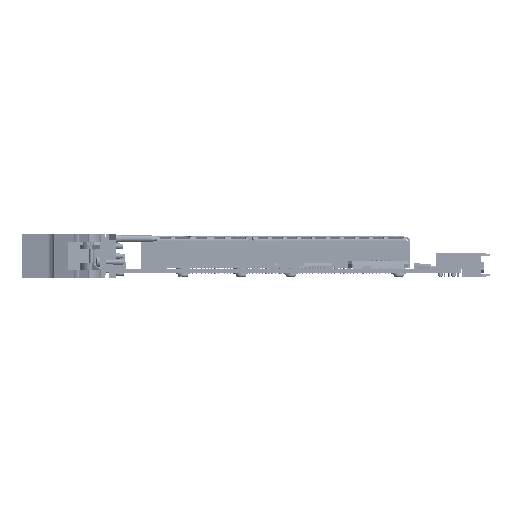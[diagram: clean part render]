
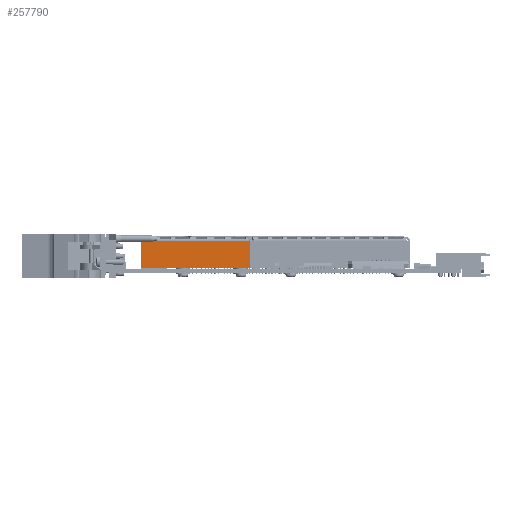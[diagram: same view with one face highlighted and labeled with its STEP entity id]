
A CAD part, front view. The second image highlights one B-rep face of the part: STEP entity #257790.
In plain terms, the highlighted planar face has unit normal (0, -1, 0).
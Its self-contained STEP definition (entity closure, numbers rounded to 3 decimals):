
#28337 = LINE ( 'NONE', #36352, #28346 ) ;
#28346 = VECTOR ( 'NONE', #36366, 1000. ) ;
#28359 = LINE ( 'NONE', #36370, #28371 ) ;
#28363 = LINE ( 'NONE', #29074, #28388 ) ;
#28371 = VECTOR ( 'NONE', #36402, 1000. ) ;
#28378 = LINE ( 'NONE', #29204, #28394 ) ;
#28388 = VECTOR ( 'NONE', #29153, 1000. ) ;
#28394 = VECTOR ( 'NONE', #29210, 1000. ) ;
#29074 = CARTESIAN_POINT ( 'NONE',  ( -0.255, 73.981, 165.793 ) ) ;
#29153 = DIRECTION ( 'NONE',  ( 1., 0., 0. ) ) ;
#29204 = CARTESIAN_POINT ( 'NONE',  ( -0.255, 73.981, 153.293 ) ) ;
#29210 = DIRECTION ( 'NONE',  ( 0., 0., -1. ) ) ;
#36352 = CARTESIAN_POINT ( 'NONE',  ( 49.745, 73.981, 153.293 ) ) ;
#36366 = DIRECTION ( 'NONE',  ( 1., 0., 0. ) ) ;
#36370 = CARTESIAN_POINT ( 'NONE',  ( 49.674, 73.981, 165.793 ) ) ;
#36402 = DIRECTION ( 'NONE',  ( 0., 0., -1. ) ) ;
#107587 = EDGE_LOOP ( 'NONE', ( #160597, #160600, #160603, #160606 ) ) ;
#160597 = ORIENTED_EDGE ( 'NONE', *, *, #216551, .T. ) ;
#160600 = ORIENTED_EDGE ( 'NONE', *, *, #216555, .F. ) ;
#160603 = ORIENTED_EDGE ( 'NONE', *, *, #216570, .F. ) ;
#160606 = ORIENTED_EDGE ( 'NONE', *, *, #216574, .T. ) ;
#177710 = VERTEX_POINT ( 'NONE', #249901 ) ;
#177854 = VERTEX_POINT ( 'NONE', #250030 ) ;
#177865 = VERTEX_POINT ( 'NONE', #250039 ) ;
#177869 = VERTEX_POINT ( 'NONE', #250042 ) ;
#180609 = AXIS2_PLACEMENT_3D ( 'NONE', #299847, #299850, #299852 ) ;
#216551 = EDGE_CURVE ( 'NONE', #177854, #177710, #28337, .T. ) ;
#216555 = EDGE_CURVE ( 'NONE', #177865, #177710, #28359, .T. ) ;
#216570 = EDGE_CURVE ( 'NONE', #177869, #177865, #28363, .T. ) ;
#216574 = EDGE_CURVE ( 'NONE', #177869, #177854, #28378, .T. ) ;
#249901 = CARTESIAN_POINT ( 'NONE',  ( 49.674, 73.981, 153.293 ) ) ;
#250030 = CARTESIAN_POINT ( 'NONE',  ( -0.255, 73.981, 153.293 ) ) ;
#250039 = CARTESIAN_POINT ( 'NONE',  ( 49.674, 73.981, 165.793 ) ) ;
#250042 = CARTESIAN_POINT ( 'NONE',  ( -0.255, 73.981, 165.793 ) ) ;
#257790 = ADVANCED_FACE ( 'NONE', ( #292521 ), #299829, .F. ) ;
#292521 = FACE_OUTER_BOUND ( 'NONE', #107587, .T. ) ;
#299829 = PLANE ( 'NONE',  #180609 ) ;
#299847 = CARTESIAN_POINT ( 'NONE',  ( -0.255, 73.981, 166.793 ) ) ;
#299850 = DIRECTION ( 'NONE',  ( 0., 1., 0. ) ) ;
#299852 = DIRECTION ( 'NONE',  ( 0., 0., 1. ) ) ;
